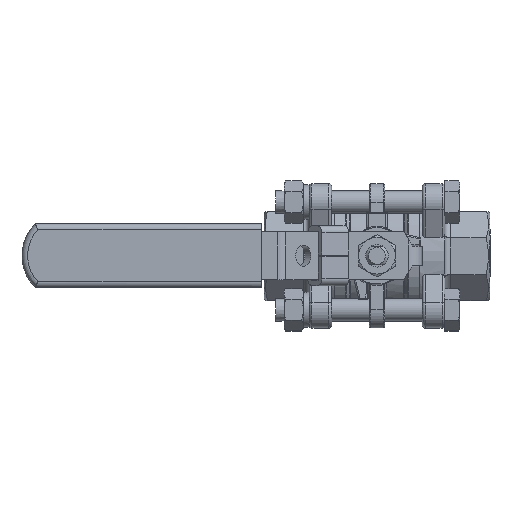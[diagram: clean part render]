
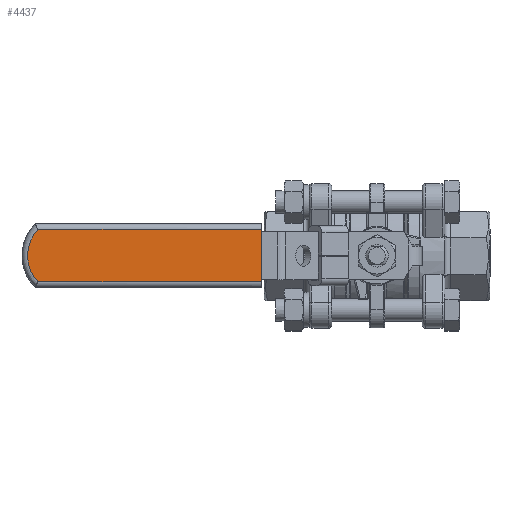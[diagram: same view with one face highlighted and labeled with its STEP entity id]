
A CAD part, top view. The second image highlights one B-rep face of the part: STEP entity #4437.
In plain terms, the highlighted planar face has unit normal (0, 0, 1).
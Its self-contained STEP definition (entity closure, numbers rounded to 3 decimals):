
#4437=ADVANCED_FACE('',(#8660),#8661,.F.);
#8660=FACE_OUTER_BOUND('',#24955,.T.);
#8661=PLANE('',#24956);
#24955=EDGE_LOOP('',(#36499,#36500,#36501,#36502));
#24956=AXIS2_PLACEMENT_3D('',#36503,#36504,#36505);
#36499=ORIENTED_EDGE('',*,*,#41153,.F.);
#36500=ORIENTED_EDGE('',*,*,#41127,.F.);
#36501=ORIENTED_EDGE('',*,*,#41135,.T.);
#36502=ORIENTED_EDGE('',*,*,#41154,.F.);
#36503=CARTESIAN_POINT('',(-110.189,0.,64.6));
#36504=DIRECTION('',(0.,0.0,-1.0));
#36505=DIRECTION('',(1.0,0.0,0.));
#41127=EDGE_CURVE('',#47794,#47796,#47797,.F.);
#41135=EDGE_CURVE('',#47794,#47808,#47809,.T.);
#41153=EDGE_CURVE('',#47796,#47837,#47838,.F.);
#41154=EDGE_CURVE('',#47837,#47808,#47839,.F.);
#47794=VERTEX_POINT('',#64343);
#47796=VERTEX_POINT('',#64345);
#47797=LINE('',#64346,#64347);
#47808=VERTEX_POINT('',#64375);
#47809=LINE('',#64376,#64377);
#47837=VERTEX_POINT('',#64414);
#47838=CIRCLE('',#64415,13.8);
#47839=LINE('',#64416,#64417);
#64343=CARTESIAN_POINT('',(-40.989,-9.3,64.6));
#64345=CARTESIAN_POINT('',(-120.385,-9.3,64.6));
#64346=CARTESIAN_POINT('',(-110.189,-9.3,64.6));
#64347=VECTOR('',#68529,1.0);
#64375=CARTESIAN_POINT('',(-40.989,9.3,64.6));
#64376=CARTESIAN_POINT('',(-40.989,-11.3,64.6));
#64377=VECTOR('',#68534,1.0);
#64414=CARTESIAN_POINT('',(-120.385,9.3,64.6));
#64415=AXIS2_PLACEMENT_3D('',#68559,#68560,#68561);
#64416=CARTESIAN_POINT('',(-110.189,9.3,64.6));
#64417=VECTOR('',#68562,1.0);
#68529=DIRECTION('',(1.0,0.0,0.));
#68534=DIRECTION('',(0.0,1.0,0.0));
#68559=CARTESIAN_POINT('',(-110.189,0.,64.6));
#68560=DIRECTION('',(0.,0.0,1.0));
#68561=DIRECTION('',(1.0,0.0,0.));
#68562=DIRECTION('',(-1.0,0.0,0.));
